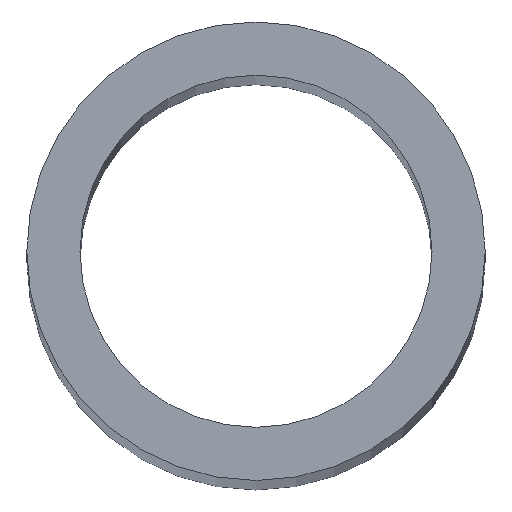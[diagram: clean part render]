
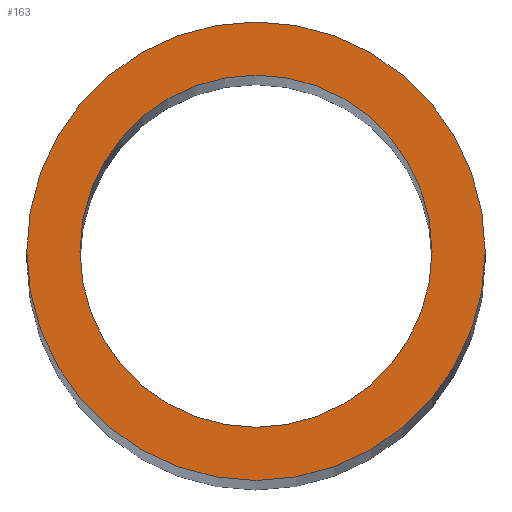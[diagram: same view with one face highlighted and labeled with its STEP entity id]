
A CAD part, top view. The second image highlights one B-rep face of the part: STEP entity #163.
In plain terms, the highlighted planar face has unit normal (0, 0, 1).
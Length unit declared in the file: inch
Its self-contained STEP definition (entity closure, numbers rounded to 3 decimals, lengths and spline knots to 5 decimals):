
#21 = VERTEX_POINT ( 'NONE', #58 ) ;
#22 = DIRECTION ( 'NONE',  ( 1., 0., 0. ) ) ;
#32 = CARTESIAN_POINT ( 'NONE',  ( 0., 0., 2.984 ) ) ;
#33 = ORIENTED_EDGE ( 'NONE', *, *, #75, .F. ) ;
#37 = EDGE_CURVE ( 'NONE', #21, #69, #66, .T. ) ;
#38 = DIRECTION ( 'NONE',  ( 0., 0., 1. ) ) ;
#39 = EDGE_LOOP ( 'NONE', ( #87, #76 ) ) ;
#48 = ORIENTED_EDGE ( 'NONE', *, *, #37, .F. ) ;
#52 = AXIS2_PLACEMENT_3D ( 'NONE', #161, #59, #115 ) ;
#58 = CARTESIAN_POINT ( 'NONE',  ( -0.096, 0., 2.984 ) ) ;
#59 = DIRECTION ( 'NONE',  ( 0., 0., 1. ) ) ;
#61 = CIRCLE ( 'NONE', #52, 0.125 ) ;
#63 = EDGE_LOOP ( 'NONE', ( #48, #33 ) ) ;
#66 = CIRCLE ( 'NONE', #223, 0.096 ) ;
#67 = EDGE_CURVE ( 'NONE', #151, #71, #61, .T. ) ;
#68 = CARTESIAN_POINT ( 'NONE',  ( 0., 0., 2.984 ) ) ;
#69 = VERTEX_POINT ( 'NONE', #203 ) ;
#71 = VERTEX_POINT ( 'NONE', #165 ) ;
#75 = EDGE_CURVE ( 'NONE', #69, #21, #205, .T. ) ;
#76 = ORIENTED_EDGE ( 'NONE', *, *, #67, .T. ) ;
#82 = AXIS2_PLACEMENT_3D ( 'NONE', #68, #186, #149 ) ;
#87 = ORIENTED_EDGE ( 'NONE', *, *, #101, .T. ) ;
#91 = CIRCLE ( 'NONE', #82, 0.125 ) ;
#101 = EDGE_CURVE ( 'NONE', #71, #151, #91, .T. ) ;
#103 = DIRECTION ( 'NONE',  ( 0., 0., 1. ) ) ;
#115 = DIRECTION ( 'NONE',  ( 1., 0., 0. ) ) ;
#118 = DIRECTION ( 'NONE',  ( 1., 0., 0. ) ) ;
#126 = CARTESIAN_POINT ( 'NONE',  ( 0., 0., 2.984 ) ) ;
#134 = AXIS2_PLACEMENT_3D ( 'NONE', #126, #200, #118 ) ;
#138 = PLANE ( 'NONE',  #176 ) ;
#147 = FACE_BOUND ( 'NONE', #63, .T. ) ;
#149 = DIRECTION ( 'NONE',  ( 1., 0., 0. ) ) ;
#151 = VERTEX_POINT ( 'NONE', #152 ) ;
#152 = CARTESIAN_POINT ( 'NONE',  ( 0.125, 0., 2.984 ) ) ;
#161 = CARTESIAN_POINT ( 'NONE',  ( 0., 0., 2.984 ) ) ;
#163 = ADVANCED_FACE ( 'NONE', ( #166, #147 ), #138, .T. ) ;
#165 = CARTESIAN_POINT ( 'NONE',  ( -0.125, 0., 2.984 ) ) ;
#166 = FACE_OUTER_BOUND ( 'NONE', #39, .T. ) ;
#170 = CARTESIAN_POINT ( 'NONE',  ( 0., 0., 2.984 ) ) ;
#176 = AXIS2_PLACEMENT_3D ( 'NONE', #170, #38, #22 ) ;
#186 = DIRECTION ( 'NONE',  ( 0., 0., 1. ) ) ;
#200 = DIRECTION ( 'NONE',  ( 0., 0., 1. ) ) ;
#203 = CARTESIAN_POINT ( 'NONE',  ( 0.096, 0., 2.984 ) ) ;
#205 = CIRCLE ( 'NONE', #134, 0.096 ) ;
#221 = DIRECTION ( 'NONE',  ( 1., 0., 0. ) ) ;
#223 = AXIS2_PLACEMENT_3D ( 'NONE', #32, #103, #221 ) ;
